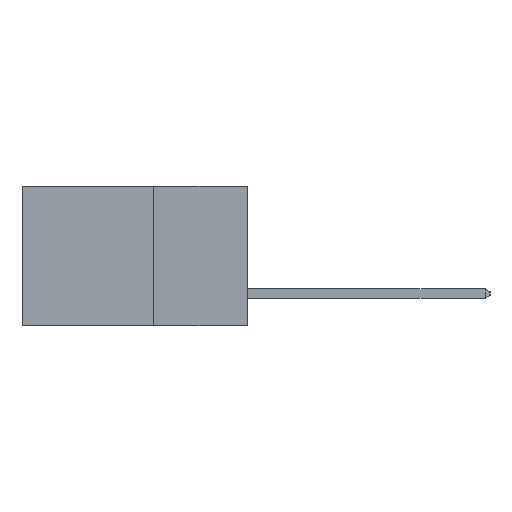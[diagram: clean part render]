
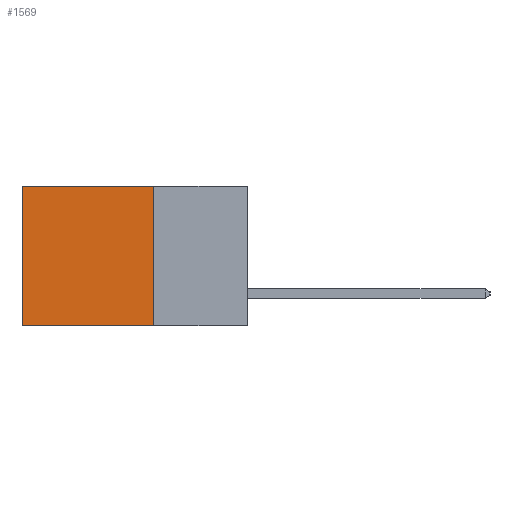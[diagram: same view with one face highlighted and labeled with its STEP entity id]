
A CAD part, left-side view. The second image highlights one B-rep face of the part: STEP entity #1569.
In plain terms, the highlighted planar face has unit normal (-1, 0, 0).
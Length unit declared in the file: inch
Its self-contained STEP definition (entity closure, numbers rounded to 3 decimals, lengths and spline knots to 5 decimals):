
#499 = EDGE_CURVE ( 'NONE', #14374, #8957, #1627, .T. ) ;
#670 = CARTESIAN_POINT ( 'NONE',  ( 0.298, 0.25, 0. ) ) ;
#1512 = EDGE_LOOP ( 'NONE', ( #24979, #21579, #13453, #23069 ) ) ;
#1569 = ADVANCED_FACE ( 'NONE', ( #19764 ), #8784, .F. ) ;
#1627 = LINE ( 'NONE', #16825, #10077 ) ;
#2271 = CARTESIAN_POINT ( 'NONE',  ( 0.298, 0.25, -0.37 ) ) ;
#3502 = CARTESIAN_POINT ( 'NONE',  ( 0.298, 0.25, -0.37 ) ) ;
#3658 = LINE ( 'NONE', #22060, #13271 ) ;
#3770 = LINE ( 'NONE', #3502, #18582 ) ;
#4815 = LINE ( 'NONE', #19378, #20222 ) ;
#6644 = DIRECTION ( 'NONE',  ( 1., 0., 0. ) ) ;
#7170 = DIRECTION ( 'NONE',  ( 0., 0., -1. ) ) ;
#7778 = DIRECTION ( 'NONE',  ( 0., 0., -1. ) ) ;
#8621 = DIRECTION ( 'NONE',  ( 0., 1., 0. ) ) ;
#8784 = PLANE ( 'NONE',  #15736 ) ;
#8957 = VERTEX_POINT ( 'NONE', #2271 ) ;
#10077 = VECTOR ( 'NONE', #20928, 39.37008 ) ;
#10490 = EDGE_CURVE ( 'NONE', #14374, #14487, #3658, .T. ) ;
#12314 = EDGE_CURVE ( 'NONE', #14487, #16488, #4815, .T. ) ;
#13271 = VECTOR ( 'NONE', #8621, 39.37008 ) ;
#13453 = ORIENTED_EDGE ( 'NONE', *, *, #499, .F. ) ;
#14374 = VERTEX_POINT ( 'NONE', #23519 ) ;
#14487 = VERTEX_POINT ( 'NONE', #21899 ) ;
#15736 = AXIS2_PLACEMENT_3D ( 'NONE', #670, #6644, #7170 ) ;
#16488 = VERTEX_POINT ( 'NONE', #22167 ) ;
#16825 = CARTESIAN_POINT ( 'NONE',  ( 0.298, 0.25, 0. ) ) ;
#18582 = VECTOR ( 'NONE', #22769, 39.37008 ) ;
#19378 = CARTESIAN_POINT ( 'NONE',  ( 0.298, 0.6, 0. ) ) ;
#19764 = FACE_OUTER_BOUND ( 'NONE', #1512, .T. ) ;
#20222 = VECTOR ( 'NONE', #7778, 39.37008 ) ;
#20928 = DIRECTION ( 'NONE',  ( 0., 0., -1. ) ) ;
#21579 = ORIENTED_EDGE ( 'NONE', *, *, #21706, .F. ) ;
#21706 = EDGE_CURVE ( 'NONE', #8957, #16488, #3770, .T. ) ;
#21899 = CARTESIAN_POINT ( 'NONE',  ( 0.298, 0.6, 0. ) ) ;
#22060 = CARTESIAN_POINT ( 'NONE',  ( 0.298, 0.25, 0. ) ) ;
#22167 = CARTESIAN_POINT ( 'NONE',  ( 0.298, 0.6, -0.37 ) ) ;
#22769 = DIRECTION ( 'NONE',  ( 0., 1., 0. ) ) ;
#23069 = ORIENTED_EDGE ( 'NONE', *, *, #10490, .T. ) ;
#23519 = CARTESIAN_POINT ( 'NONE',  ( 0.298, 0.25, 0. ) ) ;
#24979 = ORIENTED_EDGE ( 'NONE', *, *, #12314, .T. ) ;
